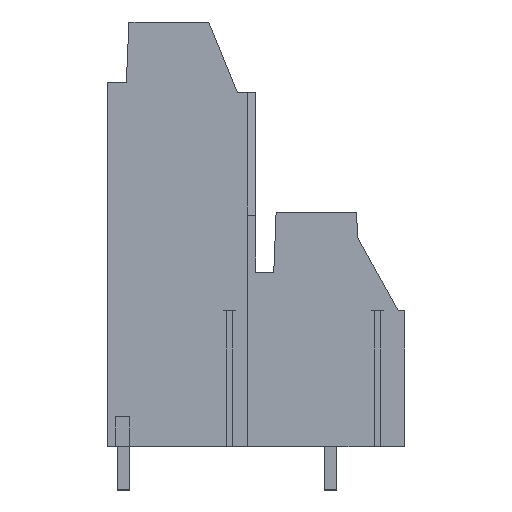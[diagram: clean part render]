
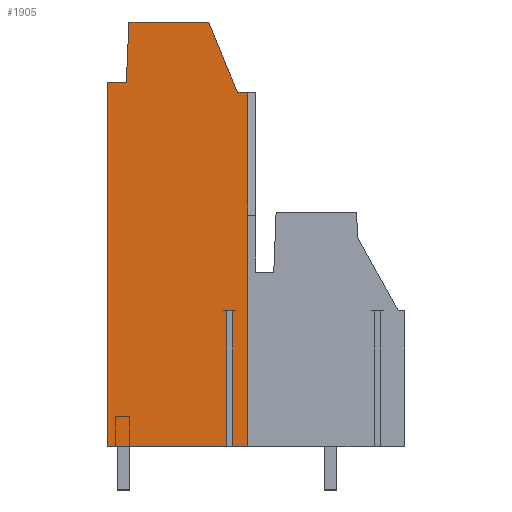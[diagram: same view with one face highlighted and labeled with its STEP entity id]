
A CAD part, left-side view. The second image highlights one B-rep face of the part: STEP entity #1905.
In plain terms, the highlighted planar face has unit normal (-1, 0, 0).
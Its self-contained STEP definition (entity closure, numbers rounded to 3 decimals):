
#1839=AXIS2_PLACEMENT_3D('Plane Axis2P3D',#1836,#1837,#1838) ;
#1039=CARTESIAN_POINT('Line Origine',(0.,12.12,3.2)) ;
#1043=CARTESIAN_POINT('Vertex',(0.,11.574,3.2)) ;
#1045=CARTESIAN_POINT('Vertex',(0.,12.665,3.2)) ;
#1094=CARTESIAN_POINT('Vertex',(0.,13.115,3.2)) ;
#1097=CARTESIAN_POINT('Line Origine',(0.,17.528,3.2)) ;
#1101=CARTESIAN_POINT('Vertex',(0.,21.94,3.2)) ;
#1610=CARTESIAN_POINT('Vertex',(0.,11.574,29.26)) ;
#1613=CARTESIAN_POINT('Line Origine',(0.,11.574,16.23)) ;
#1819=CARTESIAN_POINT('Vertex',(0.,12.337,29.26)) ;
#1822=CARTESIAN_POINT('Line Origine',(0.,11.956,29.26)) ;
#1836=CARTESIAN_POINT('Axis2P3D Location',(0.,11.,17.2)) ;
#1842=CARTESIAN_POINT('Control Point',(0.,20.328,34.47)) ;
#1843=CARTESIAN_POINT('Control Point',(0.,20.521,30.05)) ;
#1844=CARTESIAN_POINT('Vertex',(0.,20.328,34.47)) ;
#1846=CARTESIAN_POINT('Vertex',(0.,20.521,30.05)) ;
#1849=CARTESIAN_POINT('Line Origine',(0.,16.853,30.05)) ;
#1853=CARTESIAN_POINT('Vertex',(0.,21.94,30.05)) ;
#1856=CARTESIAN_POINT('Line Origine',(0.,21.94,34.47)) ;
#1861=CARTESIAN_POINT('Line Origine',(0.,13.115,34.47)) ;
#1865=CARTESIAN_POINT('Vertex',(0.,13.115,13.2)) ;
#1868=CARTESIAN_POINT('Line Origine',(0.,16.853,13.2)) ;
#1872=CARTESIAN_POINT('Vertex',(0.,12.665,13.2)) ;
#1875=CARTESIAN_POINT('Line Origine',(0.,12.665,34.47)) ;
#1881=CARTESIAN_POINT('Control Point',(0.,12.337,29.26)) ;
#1882=CARTESIAN_POINT('Control Point',(0.,14.449,34.47)) ;
#1883=CARTESIAN_POINT('Vertex',(0.,14.449,34.47)) ;
#1886=CARTESIAN_POINT('Line Origine',(0.,16.853,34.47)) ;
#1040=DIRECTION('Vector Direction',(0.,1.,0.)) ;
#1098=DIRECTION('Vector Direction',(0.,1.,0.)) ;
#1614=DIRECTION('Vector Direction',(0.,0.,-1.)) ;
#1823=DIRECTION('Vector Direction',(0.,1.,0.)) ;
#1837=DIRECTION('Axis2P3D Direction',(1.,0.,0.)) ;
#1838=DIRECTION('Axis2P3D XDirection',(0.,1.,0.)) ;
#1850=DIRECTION('Vector Direction',(0.,1.,0.)) ;
#1857=DIRECTION('Vector Direction',(0.,0.,1.)) ;
#1862=DIRECTION('Vector Direction',(0.,0.,1.)) ;
#1869=DIRECTION('Vector Direction',(0.,1.,0.)) ;
#1876=DIRECTION('Vector Direction',(0.,0.,1.)) ;
#1887=DIRECTION('Vector Direction',(0.,1.,0.)) ;
#1041=VECTOR('Line Direction',#1040,1.) ;
#1099=VECTOR('Line Direction',#1098,1.) ;
#1615=VECTOR('Line Direction',#1614,1.) ;
#1824=VECTOR('Line Direction',#1823,1.) ;
#1851=VECTOR('Line Direction',#1850,1.) ;
#1858=VECTOR('Line Direction',#1857,1.) ;
#1863=VECTOR('Line Direction',#1862,1.) ;
#1870=VECTOR('Line Direction',#1869,1.) ;
#1877=VECTOR('Line Direction',#1876,1.) ;
#1888=VECTOR('Line Direction',#1887,1.) ;
#1892=ORIENTED_EDGE('',*,*,#1848,.T.) ;
#1893=ORIENTED_EDGE('',*,*,#1855,.T.) ;
#1894=ORIENTED_EDGE('',*,*,#1860,.T.) ;
#1895=ORIENTED_EDGE('',*,*,#1103,.F.) ;
#1896=ORIENTED_EDGE('',*,*,#1867,.T.) ;
#1897=ORIENTED_EDGE('',*,*,#1874,.T.) ;
#1898=ORIENTED_EDGE('',*,*,#1879,.F.) ;
#1899=ORIENTED_EDGE('',*,*,#1047,.F.) ;
#1900=ORIENTED_EDGE('',*,*,#1617,.F.) ;
#1901=ORIENTED_EDGE('',*,*,#1826,.T.) ;
#1902=ORIENTED_EDGE('',*,*,#1885,.T.) ;
#1903=ORIENTED_EDGE('',*,*,#1890,.T.) ;
#1905=ADVANCED_FACE('housing',(#1904),#1840,.F.) ;
#1841=B_SPLINE_CURVE_WITH_KNOTS('',1,(#1842,#1843),.UNSPECIFIED.,.F.,.U.,(2,2),(-2.212,2.212),.UNSPECIFIED.) ;
#1880=B_SPLINE_CURVE_WITH_KNOTS('',1,(#1881,#1882),.UNSPECIFIED.,.F.,.U.,(2,2),(-2.811,2.811),.UNSPECIFIED.) ;
#1047=EDGE_CURVE('',#1044,#1046,#1042,.T.) ;
#1103=EDGE_CURVE('',#1095,#1102,#1100,.T.) ;
#1617=EDGE_CURVE('',#1611,#1044,#1616,.T.) ;
#1826=EDGE_CURVE('',#1611,#1820,#1825,.T.) ;
#1848=EDGE_CURVE('',#1845,#1847,#1841,.T.) ;
#1855=EDGE_CURVE('',#1847,#1854,#1852,.T.) ;
#1860=EDGE_CURVE('',#1854,#1102,#1859,.F.) ;
#1867=EDGE_CURVE('',#1095,#1866,#1864,.T.) ;
#1874=EDGE_CURVE('',#1866,#1873,#1871,.F.) ;
#1879=EDGE_CURVE('',#1046,#1873,#1878,.T.) ;
#1885=EDGE_CURVE('',#1820,#1884,#1880,.T.) ;
#1890=EDGE_CURVE('',#1884,#1845,#1889,.T.) ;
#1891=EDGE_LOOP('',(#1892,#1893,#1894,#1895,#1896,#1897,#1898,#1899,#1900,#1901,#1902,#1903)) ;
#1904=FACE_OUTER_BOUND('',#1891,.T.) ;
#1042=LINE('Line',#1039,#1041) ;
#1100=LINE('Line',#1097,#1099) ;
#1616=LINE('Line',#1613,#1615) ;
#1825=LINE('Line',#1822,#1824) ;
#1852=LINE('Line',#1849,#1851) ;
#1859=LINE('Line',#1856,#1858) ;
#1864=LINE('Line',#1861,#1863) ;
#1871=LINE('Line',#1868,#1870) ;
#1878=LINE('Line',#1875,#1877) ;
#1889=LINE('Line',#1886,#1888) ;
#1840=PLANE('',#1839) ;
#1044=VERTEX_POINT('',#1043) ;
#1046=VERTEX_POINT('',#1045) ;
#1095=VERTEX_POINT('',#1094) ;
#1102=VERTEX_POINT('',#1101) ;
#1611=VERTEX_POINT('',#1610) ;
#1820=VERTEX_POINT('',#1819) ;
#1845=VERTEX_POINT('',#1844) ;
#1847=VERTEX_POINT('',#1846) ;
#1854=VERTEX_POINT('',#1853) ;
#1866=VERTEX_POINT('',#1865) ;
#1873=VERTEX_POINT('',#1872) ;
#1884=VERTEX_POINT('',#1883) ;
